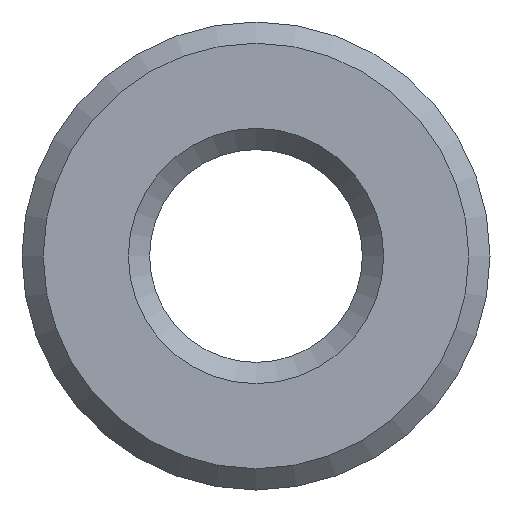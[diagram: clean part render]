
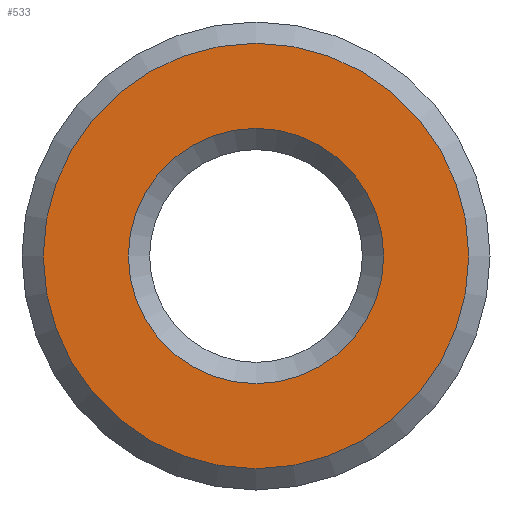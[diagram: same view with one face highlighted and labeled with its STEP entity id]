
A CAD part, left-side view. The second image highlights one B-rep face of the part: STEP entity #533.
In plain terms, the highlighted planar face has unit normal (-1, 0, 0).
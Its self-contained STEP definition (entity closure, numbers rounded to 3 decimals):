
#16=PLANE('',#602);
#32=FACE_BOUND('',#150,.T.);
#117=FACE_OUTER_BOUND('',#149,.T.);
#149=EDGE_LOOP('',(#447));
#150=EDGE_LOOP('',(#448));
#189=CIRCLE('',#599,3.);
#192=CIRCLE('',#603,5.);
#250=VERTEX_POINT('',#1169);
#253=VERTEX_POINT('',#1177);
#322=EDGE_CURVE('',#250,#250,#189,.T.);
#326=EDGE_CURVE('',#253,#253,#192,.T.);
#447=ORIENTED_EDGE('',*,*,#326,.F.);
#448=ORIENTED_EDGE('',*,*,#322,.F.);
#533=ADVANCED_FACE('',(#117,#32),#16,.T.);
#599=AXIS2_PLACEMENT_3D('',#1170,#712,#713);
#602=AXIS2_PLACEMENT_3D('',#1176,#719,#720);
#603=AXIS2_PLACEMENT_3D('',#1178,#721,#722);
#712=DIRECTION('center_axis',(-1.,0.,0.));
#713=DIRECTION('ref_axis',(0.,-1.,0.));
#719=DIRECTION('center_axis',(-1.,0.,0.));
#720=DIRECTION('ref_axis',(0.,0.,1.));
#721=DIRECTION('center_axis',(1.,0.,0.));
#722=DIRECTION('ref_axis',(0.,-1.,0.));
#1169=CARTESIAN_POINT('',(-10.,3.,0.));
#1170=CARTESIAN_POINT('Origin',(-10.,0.,0.));
#1176=CARTESIAN_POINT('Origin',(-10.,5.5,0.));
#1177=CARTESIAN_POINT('',(-10.,5.,0.));
#1178=CARTESIAN_POINT('Origin',(-10.,0.,0.));
